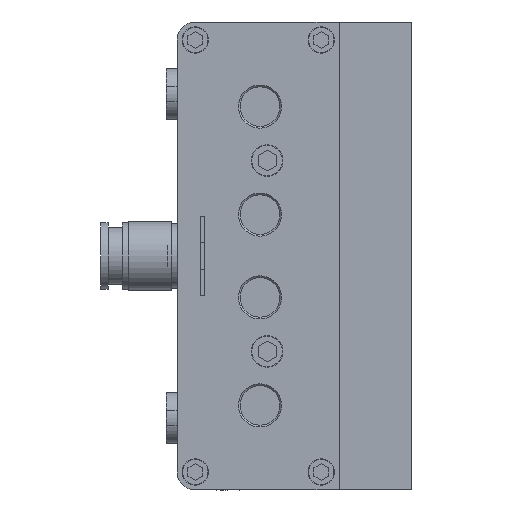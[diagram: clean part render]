
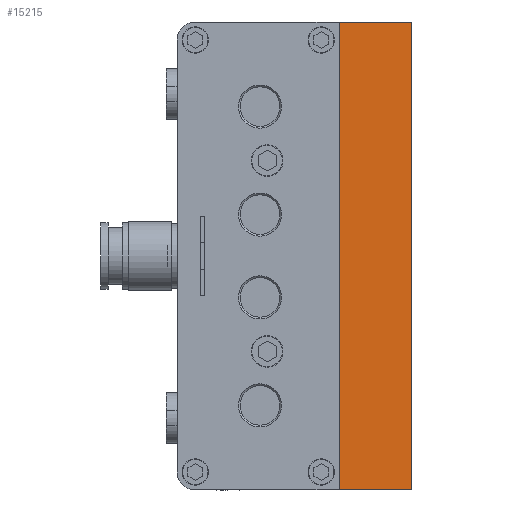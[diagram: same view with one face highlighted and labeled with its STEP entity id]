
A CAD part, left-side view. The second image highlights one B-rep face of the part: STEP entity #15215.
In plain terms, the highlighted planar face has unit normal (-1, 0, 0).
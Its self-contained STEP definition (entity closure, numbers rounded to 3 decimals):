
#107 = CARTESIAN_POINT ( 'NONE',  ( -482., 0., -65. ) ) ;
#836 = CARTESIAN_POINT ( 'NONE',  ( -482., -20., -65. ) ) ;
#2413 = ORIENTED_EDGE ( 'NONE', *, *, #29912, .F. ) ;
#2750 = LINE ( 'NONE', #11098, #10101 ) ;
#2760 = CARTESIAN_POINT ( 'NONE',  ( -482., -20., 65. ) ) ;
#3505 = FACE_OUTER_BOUND ( 'NONE', #37125, .T. ) ;
#3778 = CARTESIAN_POINT ( 'NONE',  ( -482., -20., 65. ) ) ;
#4918 = ORIENTED_EDGE ( 'NONE', *, *, #11519, .T. ) ;
#5185 = CARTESIAN_POINT ( 'NONE',  ( -482., -20., 65. ) ) ;
#5374 = DIRECTION ( 'NONE',  ( 0., 0., -1. ) ) ;
#5392 = CARTESIAN_POINT ( 'NONE',  ( -482., -20., -65. ) ) ;
#5796 = PLANE ( 'NONE',  #15686 ) ;
#5815 = VERTEX_POINT ( 'NONE', #107 ) ;
#6731 = DIRECTION ( 'NONE',  ( 0., 0., -1. ) ) ;
#7988 = VERTEX_POINT ( 'NONE', #23904 ) ;
#10101 = VECTOR ( 'NONE', #14333, 1000. ) ;
#10511 = VECTOR ( 'NONE', #6731, 1000. ) ;
#11098 = CARTESIAN_POINT ( 'NONE',  ( -482., -20., 65. ) ) ;
#11519 = EDGE_CURVE ( 'NONE', #13260, #7988, #2750, .T. ) ;
#11738 = VECTOR ( 'NONE', #31233, 1000. ) ;
#11860 = DIRECTION ( 'NONE',  ( 1., 0., 0. ) ) ;
#13260 = VERTEX_POINT ( 'NONE', #3778 ) ;
#14333 = DIRECTION ( 'NONE',  ( 0., 1., 0. ) ) ;
#14346 = DIRECTION ( 'NONE',  ( 0., 0., -1. ) ) ;
#14515 = VERTEX_POINT ( 'NONE', #836 ) ;
#14684 = LINE ( 'NONE', #5392, #11738 ) ;
#15215 = ADVANCED_FACE ( 'NONE', ( #3505 ), #5796, .F. ) ;
#15686 = AXIS2_PLACEMENT_3D ( 'NONE', #2760, #11860, #14346 ) ;
#19141 = EDGE_CURVE ( 'NONE', #13260, #14515, #37099, .T. ) ;
#21746 = CARTESIAN_POINT ( 'NONE',  ( -482., 0., 65. ) ) ;
#23904 = CARTESIAN_POINT ( 'NONE',  ( -482., 0., 65. ) ) ;
#25952 = ORIENTED_EDGE ( 'NONE', *, *, #19141, .F. ) ;
#27198 = EDGE_CURVE ( 'NONE', #7988, #5815, #32944, .T. ) ;
#29912 = EDGE_CURVE ( 'NONE', #14515, #5815, #14684, .T. ) ;
#30633 = ORIENTED_EDGE ( 'NONE', *, *, #27198, .T. ) ;
#30905 = VECTOR ( 'NONE', #5374, 1000. ) ;
#31233 = DIRECTION ( 'NONE',  ( 0., 1., 0. ) ) ;
#32944 = LINE ( 'NONE', #21746, #10511 ) ;
#37099 = LINE ( 'NONE', #5185, #30905 ) ;
#37125 = EDGE_LOOP ( 'NONE', ( #30633, #2413, #25952, #4918 ) ) ;
